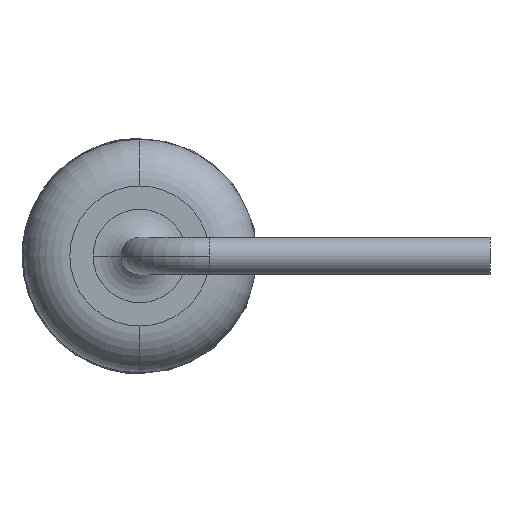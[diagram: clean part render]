
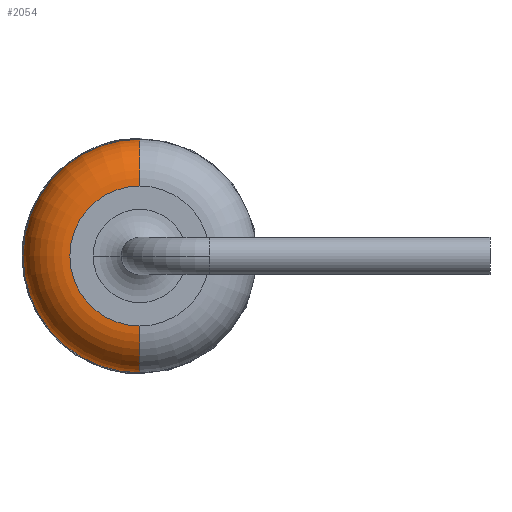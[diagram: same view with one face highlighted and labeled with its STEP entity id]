
A CAD part, left-side view. The second image highlights one B-rep face of the part: STEP entity #2054.
In plain terms, the highlighted toroidal (fillet/blend) face has major radius 1.5 mm and minor radius 1 mm.
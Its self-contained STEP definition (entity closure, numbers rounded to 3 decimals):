
#59 = ORIENTED_EDGE ( 'NONE', *, *, #618, .T. ) ;
#121 = AXIS2_PLACEMENT_3D ( 'NONE', #672, #1720, #276 ) ;
#164 = AXIS2_PLACEMENT_3D ( 'NONE', #1376, #1976, #498 ) ;
#177 = CIRCLE ( 'NONE', #979, 1.5 ) ;
#276 = DIRECTION ( 'NONE',  ( 0., 0., 1. ) ) ;
#321 = CIRCLE ( 'NONE', #2332, 1. ) ;
#363 = CARTESIAN_POINT ( 'NONE',  ( -7.5, 0., 0. ) ) ;
#498 = DIRECTION ( 'NONE',  ( 0., 0., -1. ) ) ;
#565 = CARTESIAN_POINT ( 'NONE',  ( -6.5, 0., -1.5 ) ) ;
#618 = EDGE_CURVE ( 'NONE', #2050, #936, #942, .T. ) ;
#672 = CARTESIAN_POINT ( 'NONE',  ( -6.5, 0., 1.5 ) ) ;
#790 = DIRECTION ( 'NONE',  ( -1., 0., 0. ) ) ;
#936 = VERTEX_POINT ( 'NONE', #1154 ) ;
#942 = CIRCLE ( 'NONE', #121, 1. ) ;
#946 = EDGE_CURVE ( 'NONE', #1152, #936, #2266, .T. ) ;
#979 = AXIS2_PLACEMENT_3D ( 'NONE', #363, #790, #1604 ) ;
#1152 = VERTEX_POINT ( 'NONE', #1816 ) ;
#1154 = CARTESIAN_POINT ( 'NONE',  ( -6.5, 0., 2.5 ) ) ;
#1163 = CARTESIAN_POINT ( 'NONE',  ( -6.5, 0., 0. ) ) ;
#1196 = DIRECTION ( 'NONE',  ( 0., 0., -1. ) ) ;
#1301 = TOROIDAL_SURFACE ( 'NONE', #2086, 1.5, 1. ) ;
#1307 = EDGE_CURVE ( 'NONE', #2241, #1152, #321, .T. ) ;
#1376 = CARTESIAN_POINT ( 'NONE',  ( -6.5, 0., 0. ) ) ;
#1522 = EDGE_CURVE ( 'NONE', #2050, #2241, #177, .T. ) ;
#1547 = ORIENTED_EDGE ( 'NONE', *, *, #946, .F. ) ;
#1604 = DIRECTION ( 'NONE',  ( 0., 0., -1. ) ) ;
#1617 = DIRECTION ( 'NONE',  ( 1., 0., 0. ) ) ;
#1648 = ORIENTED_EDGE ( 'NONE', *, *, #1522, .F. ) ;
#1678 = FACE_OUTER_BOUND ( 'NONE', #2541, .T. ) ;
#1720 = DIRECTION ( 'NONE',  ( 0., 1., 0. ) ) ;
#1738 = CARTESIAN_POINT ( 'NONE',  ( -7.5, 0., 1.5 ) ) ;
#1816 = CARTESIAN_POINT ( 'NONE',  ( -6.5, 0., -2.5 ) ) ;
#1843 = CARTESIAN_POINT ( 'NONE',  ( -7.5, 0., -1.5 ) ) ;
#1976 = DIRECTION ( 'NONE',  ( 1., 0., 0. ) ) ;
#2013 = DIRECTION ( 'NONE',  ( 0., 0., -1. ) ) ;
#2050 = VERTEX_POINT ( 'NONE', #1738 ) ;
#2054 = ADVANCED_FACE ( 'NONE', ( #1678 ), #1301, .T. ) ;
#2086 = AXIS2_PLACEMENT_3D ( 'NONE', #1163, #1617, #2013 ) ;
#2105 = ORIENTED_EDGE ( 'NONE', *, *, #1307, .F. ) ;
#2241 = VERTEX_POINT ( 'NONE', #1843 ) ;
#2253 = DIRECTION ( 'NONE',  ( 0., -1., 0. ) ) ;
#2266 = CIRCLE ( 'NONE', #164, 2.5 ) ;
#2332 = AXIS2_PLACEMENT_3D ( 'NONE', #565, #2253, #1196 ) ;
#2541 = EDGE_LOOP ( 'NONE', ( #1648, #59, #1547, #2105 ) ) ;
